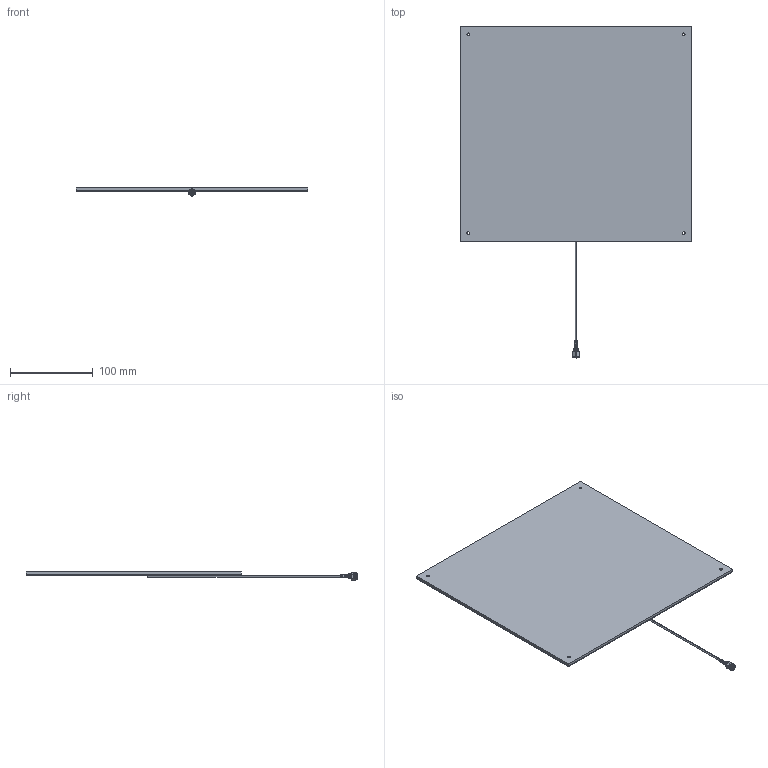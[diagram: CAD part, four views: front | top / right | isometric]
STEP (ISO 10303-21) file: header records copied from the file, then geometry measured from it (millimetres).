
FILE_DESCRIPTION (( 'STEP AP214' ), '1' );
FILE_NAME ('FMANFP1048_3D.step', '2023-02-01T18:30:01', ( '' ), ( '' ), 'SwSTEP 2.0', 'SolidWorks 2022', '' );
FILE_SCHEMA (( 'AUTOMOTIVE_DESIGN' ));
Length unit declared in the file: millimetre
Products named in the file (3): FMANFP1048_3D; FMANFP1048_Base Model; PE4003
Assembly tree (2 placements, depth 2):
  FMANFP1048_3D
    FMANFP1048_Base Model
    PE4003
Bounding box: 280 x 400.75 x 9.71 mm (x, y, z)
Volume: 292440.5 mm3; surface area: 298189.6 mm2
Topology: 4 solids, 4 shells, 2764 faces, 5938 edges, 3213 vertices
Faces by surface type: bspline 2045, cylinder 608, plane 82, cone 25, torus 4
Entity records: 110174 total; most frequent: CARTESIAN_POINT 71361, ORIENTED_EDGE 11876, EDGE_CURVE 5938, VERTEX_POINT 3213, EDGE_LOOP 2811, FACE_OUTER_BOUND 2764, ADVANCED_FACE 2764, B_SPLINE_CURVE_WITH_KNOTS 2518
